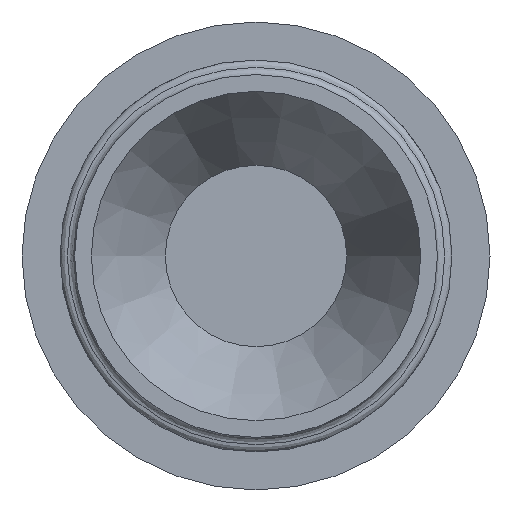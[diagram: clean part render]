
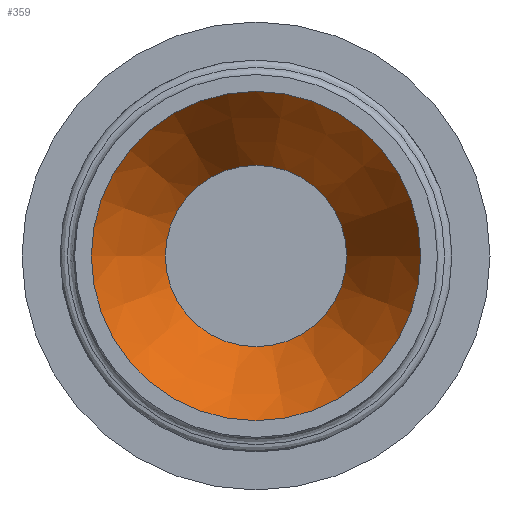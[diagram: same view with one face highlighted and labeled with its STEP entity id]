
A CAD part, left-side view. The second image highlights one B-rep face of the part: STEP entity #359.
In plain terms, the highlighted conical face has half-angle 30 degrees and reference radius 3.5 mm.
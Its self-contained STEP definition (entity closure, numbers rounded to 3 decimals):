
#291=CONICAL_SURFACE('',#570,3.5,30.);
#317=FACE_BOUND('',#398,.T.);
#318=FACE_BOUND('',#399,.T.);
#359=ADVANCED_FACE('',(#317,#318),#291,.F.);
#398=EDGE_LOOP('',(#446));
#399=EDGE_LOOP('',(#447));
#446=ORIENTED_EDGE('',*,*,#514,.T.);
#447=ORIENTED_EDGE('',*,*,#512,.F.);
#488=VERTEX_POINT('',#716);
#490=VERTEX_POINT('',#721);
#512=EDGE_CURVE('',#488,#488,#536,.T.);
#514=EDGE_CURVE('',#490,#490,#538,.T.);
#536=CIRCLE('',#566,2.5);
#538=CIRCLE('',#569,4.539);
#566=AXIS2_PLACEMENT_3D('',#715,#625,#626);
#569=AXIS2_PLACEMENT_3D('',#720,#631,#632);
#570=AXIS2_PLACEMENT_3D('',#722,#633,#634);
#625=DIRECTION('',(-1.,0.,0.));
#626=DIRECTION('',(0.,0.,1.));
#631=DIRECTION('',(-1.,0.,0.));
#632=DIRECTION('',(0.,1.,0.));
#633=DIRECTION('',(-1.,0.,0.));
#634=DIRECTION('',(0.,1.,0.));
#715=CARTESIAN_POINT('',(3.532,0.,0.));
#716=CARTESIAN_POINT('',(3.532,0.,2.5));
#720=CARTESIAN_POINT('',(0.,0.,0.));
#721=CARTESIAN_POINT('',(0.,4.539,0.));
#722=CARTESIAN_POINT('',(1.8,0.,0.));
